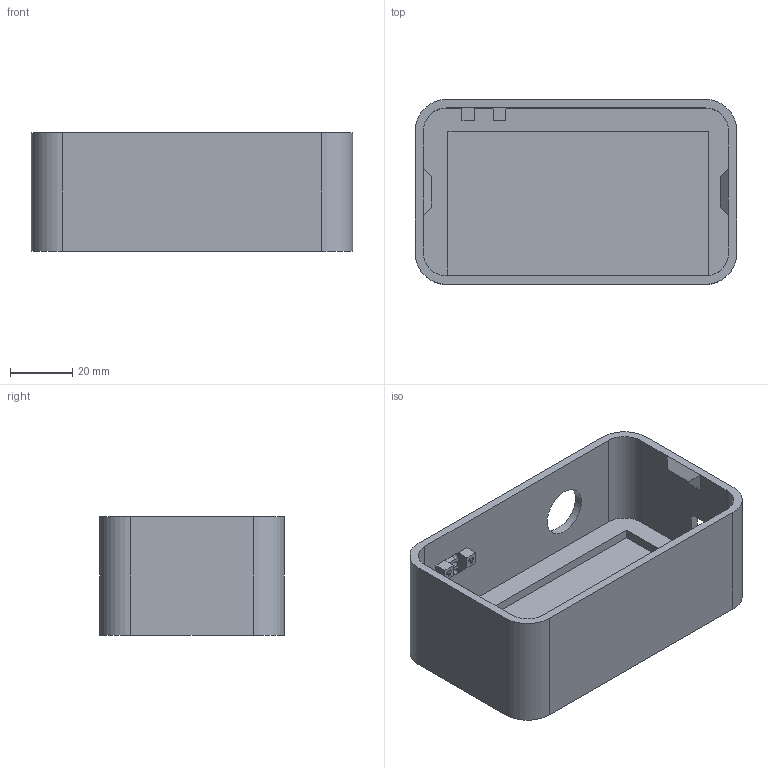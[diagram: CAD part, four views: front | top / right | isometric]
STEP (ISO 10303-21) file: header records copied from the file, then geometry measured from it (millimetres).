
FILE_DESCRIPTION(/* description */ (''),/* implementation_level */ '2;1');
FILE_NAME(/* name */ 'Enclosure.step',/* time_stamp */ '2025-10-07T16:39:42+02:00',/* author */ (''),/* organization */ (''),/* preprocessor_version */ 'ST-DEVELOPER v20.1',/* originating_system */ 'Autodesk Translation Framework v14.17.0.0',/* authorisation */ '');
FILE_SCHEMA (('AUTOMOTIVE_DESIGN { 1 0 10303 214 3 1 1 }'));
Length unit declared in the file: millimetre
Products named in the file (1): Enclosure
Bounding box: 103.2 x 59.3 x 38 mm (x, y, z)
Volume: 49936.9 mm3; surface area: 33840.7 mm2
Topology: 1 solids, 1 shells, 80 faces, 221 edges, 144 vertices
Faces by surface type: plane 49, cylinder 31
Full cylindrical faces by diameter (mm): 15.5 x1
Entity records: 2614 total; most frequent: DIRECTION 452, CARTESIAN_POINT 446, ORIENTED_EDGE 442, EDGE_CURVE 221, LINE 152, VECTOR 152, AXIS2_PLACEMENT_3D 150, VERTEX_POINT 144
